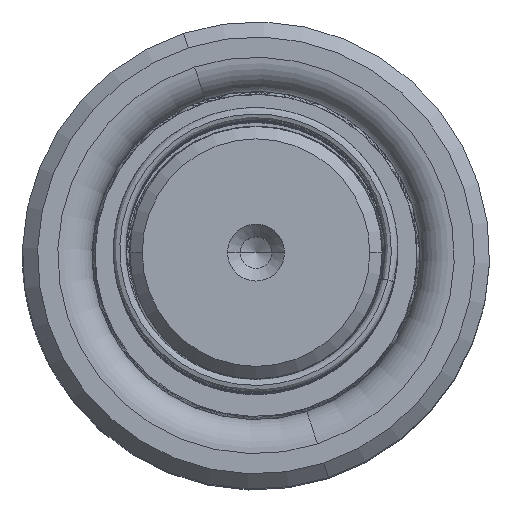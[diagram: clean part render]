
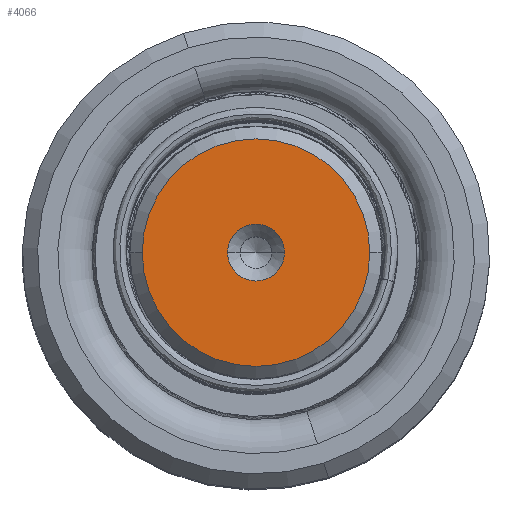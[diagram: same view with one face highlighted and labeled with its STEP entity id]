
A CAD part, top view. The second image highlights one B-rep face of the part: STEP entity #4066.
In plain terms, the highlighted planar face has unit normal (0, 0, 1).
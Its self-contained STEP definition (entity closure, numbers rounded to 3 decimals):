
#43 = CARTESIAN_POINT ( 'NONE',  ( -2.25, 0., 180. ) ) ;
#980 = VERTEX_POINT ( 'NONE', #18897 ) ;
#2453 = CARTESIAN_POINT ( 'NONE',  ( -9.009, 0., 180. ) ) ;
#3827 = FACE_OUTER_BOUND ( 'NONE', #31549, .T. ) ;
#4066 = ADVANCED_FACE ( 'NONE', ( #10051, #3827 ), #4774, .T. ) ;
#4774 = PLANE ( 'NONE',  #20550 ) ;
#4924 = DIRECTION ( 'NONE',  ( 0., 0., 1. ) ) ;
#5248 = DIRECTION ( 'NONE',  ( 1., 0., 0. ) ) ;
#5289 = DIRECTION ( 'NONE',  ( 1., 0., 0. ) ) ;
#5955 = VERTEX_POINT ( 'NONE', #43 ) ;
#6681 = ORIENTED_EDGE ( 'NONE', *, *, #29068, .F. ) ;
#7324 = AXIS2_PLACEMENT_3D ( 'NONE', #23323, #35717, #5248 ) ;
#10051 = FACE_BOUND ( 'NONE', #23393, .T. ) ;
#13530 = CIRCLE ( 'NONE', #15398, 2.25 ) ;
#14521 = EDGE_CURVE ( 'NONE', #16121, #38834, #38655, .T. ) ;
#15398 = AXIS2_PLACEMENT_3D ( 'NONE', #32959, #36310, #39135 ) ;
#16121 = VERTEX_POINT ( 'NONE', #19851 ) ;
#17342 = EDGE_CURVE ( 'NONE', #38834, #16121, #17973, .T. ) ;
#17973 = CIRCLE ( 'NONE', #27999, 9.009 ) ;
#18897 = CARTESIAN_POINT ( 'NONE',  ( 2.25, 0., 180. ) ) ;
#19851 = CARTESIAN_POINT ( 'NONE',  ( 9.009, 0., 180. ) ) ;
#20550 = AXIS2_PLACEMENT_3D ( 'NONE', #23502, #26183, #5289 ) ;
#21110 = EDGE_CURVE ( 'NONE', #5955, #980, #13530, .T. ) ;
#22197 = ORIENTED_EDGE ( 'NONE', *, *, #14521, .T. ) ;
#23101 = DIRECTION ( 'NONE',  ( 1., 0., 0. ) ) ;
#23323 = CARTESIAN_POINT ( 'NONE',  ( 0., 0., 180. ) ) ;
#23393 = EDGE_LOOP ( 'NONE', ( #6681, #35164 ) ) ;
#23502 = CARTESIAN_POINT ( 'NONE',  ( 0., 0., 180. ) ) ;
#24721 = AXIS2_PLACEMENT_3D ( 'NONE', #36002, #26175, #23101 ) ;
#26175 = DIRECTION ( 'NONE',  ( 0., 0., 1. ) ) ;
#26183 = DIRECTION ( 'NONE',  ( 0., 0., 1. ) ) ;
#26489 = CIRCLE ( 'NONE', #24721, 2.25 ) ;
#26595 = CARTESIAN_POINT ( 'NONE',  ( 0., 0., 180. ) ) ;
#27999 = AXIS2_PLACEMENT_3D ( 'NONE', #26595, #4924, #38733 ) ;
#29068 = EDGE_CURVE ( 'NONE', #980, #5955, #26489, .T. ) ;
#31549 = EDGE_LOOP ( 'NONE', ( #35899, #22197 ) ) ;
#32959 = CARTESIAN_POINT ( 'NONE',  ( 0., 0., 180. ) ) ;
#35164 = ORIENTED_EDGE ( 'NONE', *, *, #21110, .F. ) ;
#35717 = DIRECTION ( 'NONE',  ( 0., 0., 1. ) ) ;
#35899 = ORIENTED_EDGE ( 'NONE', *, *, #17342, .T. ) ;
#36002 = CARTESIAN_POINT ( 'NONE',  ( 0., 0., 180. ) ) ;
#36310 = DIRECTION ( 'NONE',  ( 0., 0., 1. ) ) ;
#38655 = CIRCLE ( 'NONE', #7324, 9.009 ) ;
#38733 = DIRECTION ( 'NONE',  ( 1., 0., 0. ) ) ;
#38834 = VERTEX_POINT ( 'NONE', #2453 ) ;
#39135 = DIRECTION ( 'NONE',  ( 1., 0., 0. ) ) ;
